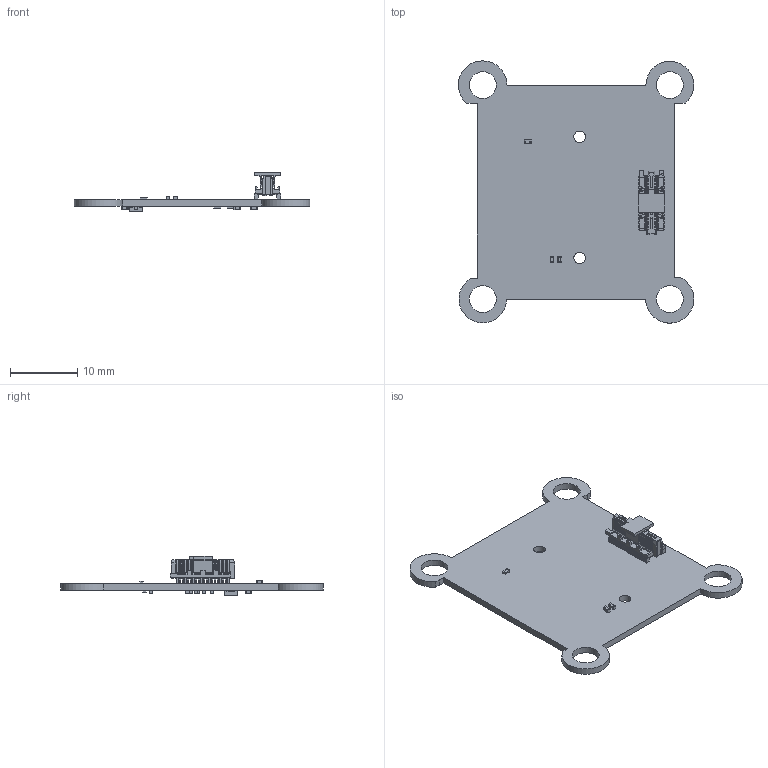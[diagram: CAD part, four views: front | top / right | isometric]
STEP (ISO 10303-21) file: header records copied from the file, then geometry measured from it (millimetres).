
FILE_DESCRIPTION(('FreeCAD Model'),'2;1');
FILE_NAME('Open CASCADE Shape Model','2023-07-29T15:28:22',(''),(''), 'Open CASCADE STEP processor 7.6','FreeCAD','Unknown');
FILE_SCHEMA(('AUTOMOTIVE_DESIGN { 1 0 10303 214 1 1 1 1 }'));
Length unit declared in the file: millimetre
Products named in the file (21): CameraBoard; Board_Geoms_b3c2; Pcb_b3c2; Step_Models_b3c2; Top_b3c2; C9_C_0402_1005Metric_ee4f209181d8; R3_R_0402_1005Metric_565fab136afc; J1_ST4-20-1.50-L-D-P-TR_148e34c3f3df; ST4-20-1.50-L-D_pin; ST4-20-1.50-L-D-P-TR_terminal; Bot_b3c2; IC2_DRV0006B_ASM_fd5219b5be4c; BODY-SON; FRAME-DRV0006B; SOLID; SOLID001; SOLID002; SOLID003; SOLID004; SOLID005; SOLID006
Assembly tree (33 placements, depth 6):
  CameraBoard
    Board_Geoms_b3c2
      Pcb_b3c2
    Step_Models_b3c2
      Top_b3c2
        C9_C_0402_1005Metric_ee4f209181d8  x2
        R3_R_0402_1005Metric_565fab136afc
        J1_ST4-20-1.50-L-D-P-TR_148e34c3f3df
          ST4-20-1.50-L-D_pin
          ST4-20-1.50-L-D-P-TR_terminal
      Bot_b3c2
        R3_R_0402_1005Metric_565fab136afc  x2
        C9_C_0402_1005Metric_ee4f209181d8  x10
        IC2_DRV0006B_ASM_fd5219b5be4c
          BODY-SON
          FRAME-DRV0006B
            SOLID
            SOLID001
            SOLID002
            SOLID003
            SOLID004
            SOLID005
            SOLID006
Bounding box: 35.01 x 38.99 x 5.83 mm (x, y, z)
Volume: 1047.7 mm3; surface area: 2734.7 mm2
Topology: 26 solids, 27 shells, 2070 faces, 6131 edges, 4060 vertices
Faces by surface type: plane 1484, cylinder 586
Full cylindrical faces by diameter (mm): 1.7 x2, 4 x4
Entity records: 63308 total; most frequent: ORIENTED_EDGE 10406, CARTESIAN_POINT 10391, DIRECTION 9687, EDGE_CURVE 5203, LINE 4207, VECTOR 4207, VERTEX_POINT 3444, AXIS2_PLACEMENT_3D 2740
